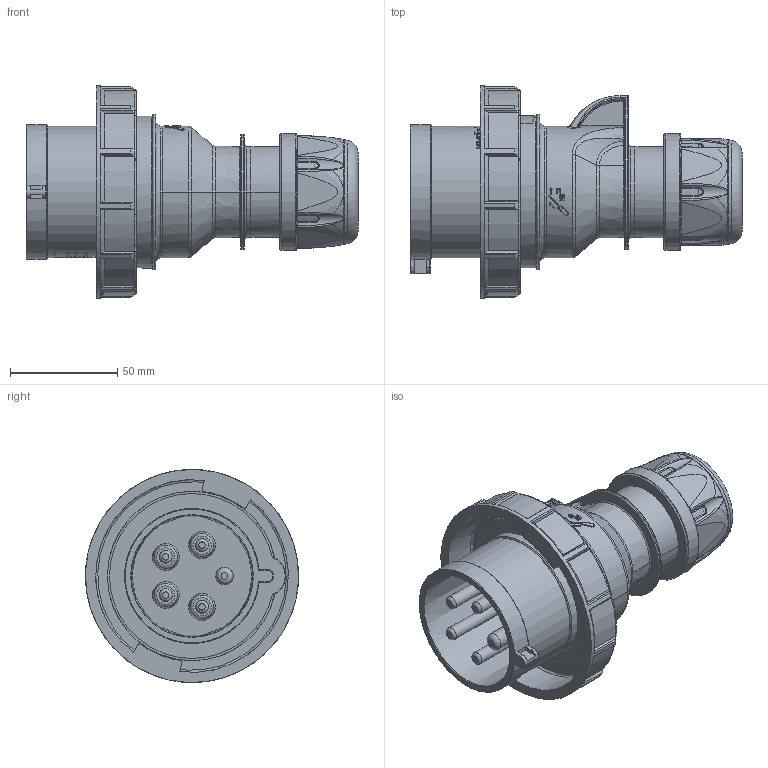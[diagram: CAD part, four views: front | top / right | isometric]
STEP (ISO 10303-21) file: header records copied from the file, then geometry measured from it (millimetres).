
FILE_DESCRIPTION (( 'STEP AP203' ), '1' );
FILE_NAME ('0252-6.STEP', '2017-11-23T10:05:18', ( '' ), ( '' ), 'SwSTEP 2.0', 'SolidWorks 2016', '' );
FILE_SCHEMA (( 'CONFIG_CONTROL_DESIGN' ));
Length unit declared in the file: millimetre
Products named in the file (1): 0252-6
Bounding box: 155 x 99.41 x 99.41 mm (x, y, z)
Volume: 323473.1 mm3; surface area: 69330.3 mm2
Topology: 1 solids, 1 shells, 816 faces, 2012 edges, 1236 vertices
Faces by surface type: plane 258, bspline 242, cylinder 152, torus 86, cone 64, sphere 14
Full cylindrical faces by diameter (mm): 6 x4, 8 x1, 54.6 x1, 61.546 x2, 63 x1, 71 x1, 79 x1, 90 x1, 99.5 x1
Entity records: 33607 total; most frequent: CARTESIAN_POINT 16712, ORIENTED_EDGE 3876, DIRECTION 2947, EDGE_CURVE 1938, VERTEX_POINT 1214, AXIS2_PLACEMENT_3D 1193, EDGE_LOOP 904, FACE_OUTER_BOUND 849
